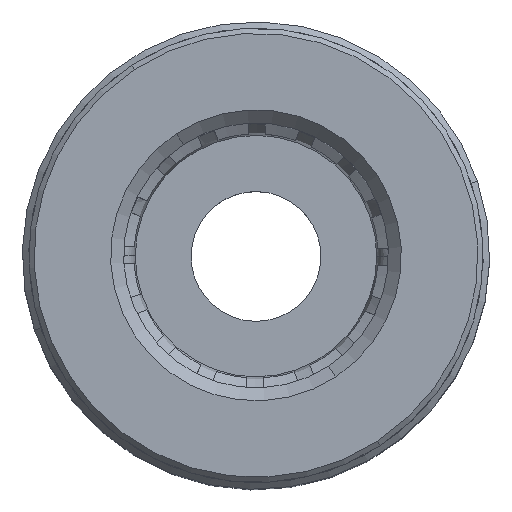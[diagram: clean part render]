
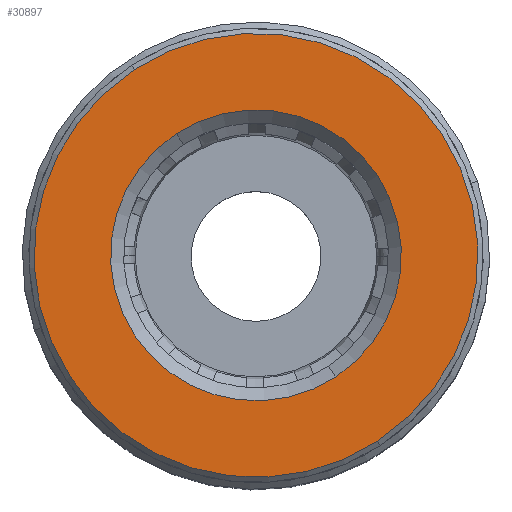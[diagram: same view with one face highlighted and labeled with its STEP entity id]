
A CAD part, top view. The second image highlights one B-rep face of the part: STEP entity #30897.
In plain terms, the highlighted planar face has unit normal (0, 0, 1).
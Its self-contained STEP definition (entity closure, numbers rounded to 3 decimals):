
#175 = ORIENTED_EDGE ( 'NONE', *, *, #29729, .T. ) ;
#1422 = DIRECTION ( 'NONE',  ( 0., 0., 1. ) ) ;
#1886 = DIRECTION ( 'NONE',  ( 0.548, -0.837, 0. ) ) ;
#5512 = FACE_BOUND ( 'NONE', #12979, .T. ) ;
#5758 = VERTEX_POINT ( 'NONE', #12454 ) ;
#7125 = PLANE ( 'NONE',  #32024 ) ;
#7227 = ORIENTED_EDGE ( 'NONE', *, *, #23206, .T. ) ;
#9118 = CARTESIAN_POINT ( 'NONE',  ( 7.291, 9.41, 22.995 ) ) ;
#9651 = AXIS2_PLACEMENT_3D ( 'NONE', #36685, #19267, #1886 ) ;
#10052 = CIRCLE ( 'NONE', #36917, 8.55 ) ;
#12036 = DIRECTION ( 'NONE',  ( -0.548, 0.837, 0. ) ) ;
#12306 = EDGE_LOOP ( 'NONE', ( #175, #34252 ) ) ;
#12454 = CARTESIAN_POINT ( 'NONE',  ( 10.358, 4.724, 22.995 ) ) ;
#12979 = EDGE_LOOP ( 'NONE', ( #7227, #32843 ) ) ;
#13279 = DIRECTION ( 'NONE',  ( 0., 0., 1. ) ) ;
#14407 = AXIS2_PLACEMENT_3D ( 'NONE', #30672, #13279, #33624 ) ;
#14969 = CIRCLE ( 'NONE', #14407, 8.55 ) ;
#15504 = VERTEX_POINT ( 'NONE', #18907 ) ;
#15614 = VERTEX_POINT ( 'NONE', #19406 ) ;
#15773 = CARTESIAN_POINT ( 'NONE',  ( 7.291, 9.41, 22.995 ) ) ;
#16879 = FACE_OUTER_BOUND ( 'NONE', #12306, .T. ) ;
#18702 = DIRECTION ( 'NONE',  ( 0.548, -0.837, 0. ) ) ;
#18799 = CARTESIAN_POINT ( 'NONE',  ( 7.291, 9.41, 22.995 ) ) ;
#18907 = CARTESIAN_POINT ( 'NONE',  ( 4.224, 14.095, 22.995 ) ) ;
#19267 = DIRECTION ( 'NONE',  ( 0., 0., -1. ) ) ;
#19406 = CARTESIAN_POINT ( 'NONE',  ( 11.973, 2.256, 22.995 ) ) ;
#19869 = EDGE_CURVE ( 'NONE', #15614, #35942, #10052, .T. ) ;
#21706 = DIRECTION ( 'NONE',  ( 0.548, -0.837, 0. ) ) ;
#23206 = EDGE_CURVE ( 'NONE', #5758, #15504, #34296, .T. ) ;
#24185 = CIRCLE ( 'NONE', #32381, 5.6 ) ;
#26135 = CARTESIAN_POINT ( 'NONE',  ( 2.609, 16.564, 22.995 ) ) ;
#28851 = EDGE_CURVE ( 'NONE', #15504, #5758, #24185, .T. ) ;
#29449 = DIRECTION ( 'NONE',  ( 0., 0., 1. ) ) ;
#29729 = EDGE_CURVE ( 'NONE', #35942, #15614, #14969, .T. ) ;
#30672 = CARTESIAN_POINT ( 'NONE',  ( 7.291, 9.41, 22.995 ) ) ;
#30897 = ADVANCED_FACE ( 'NONE', ( #5512, #16879 ), #7125, .T. ) ;
#32024 = AXIS2_PLACEMENT_3D ( 'NONE', #18799, #1422, #21706 ) ;
#32381 = AXIS2_PLACEMENT_3D ( 'NONE', #15773, #36129, #18702 ) ;
#32843 = ORIENTED_EDGE ( 'NONE', *, *, #28851, .T. ) ;
#33624 = DIRECTION ( 'NONE',  ( -0.548, 0.837, 0. ) ) ;
#34252 = ORIENTED_EDGE ( 'NONE', *, *, #19869, .T. ) ;
#34296 = CIRCLE ( 'NONE', #9651, 5.6 ) ;
#35942 = VERTEX_POINT ( 'NONE', #26135 ) ;
#36129 = DIRECTION ( 'NONE',  ( 0., 0., -1. ) ) ;
#36685 = CARTESIAN_POINT ( 'NONE',  ( 7.291, 9.41, 22.995 ) ) ;
#36917 = AXIS2_PLACEMENT_3D ( 'NONE', #9118, #29449, #12036 ) ;
